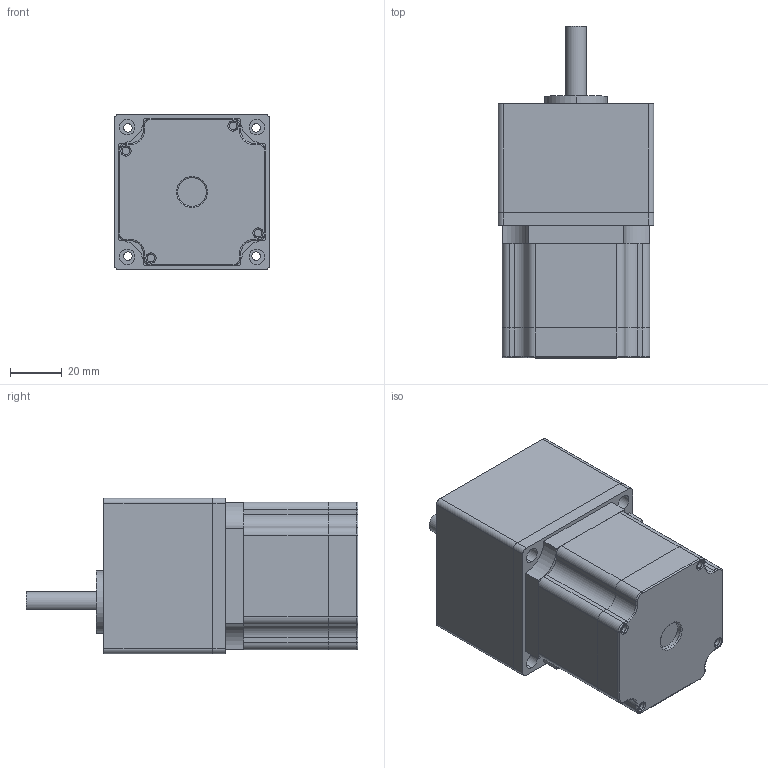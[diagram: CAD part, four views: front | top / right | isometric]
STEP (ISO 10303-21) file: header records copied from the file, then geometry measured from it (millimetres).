
FILE_DESCRIPTION (( 'STEP AP203' ), '1' );
FILE_NAME ('57HS5630A4G-.STEP', '2021-10-27T08:12:28', ( '' ), ( '' ), 'SwSTEP 2.0', 'SolidWorks 2018', '' );
FILE_SCHEMA (( 'CONFIG_CONTROL_DESIGN' ));
Length unit declared in the file: millimetre
Products named in the file (6): M3x51; 57笢56; 57HS5630A4G-; 錨璃2; 錨璃1; 57菁釱
Assembly tree (8 placements, depth 2):
  57HS5630A4G-
    57笢56
    57菁釱
    M3x51  x4
    錨璃2
    錨璃1
Bounding box: 60 x 128 x 60 mm (x, y, z)
Volume: 313140.3 mm3; surface area: 54741.4 mm2
Topology: 8 solids, 8 shells, 275 faces, 688 edges, 442 vertices
Faces by surface type: cylinder 131, plane 98, torus 30, bspline 8, cone 8
Entity records: 6669 total; most frequent: DIRECTION 1135, CARTESIAN_POINT 1028, ORIENTED_EDGE 974, EDGE_CURVE 487, AXIS2_PLACEMENT_3D 447, VERTEX_POINT 310, CIRCLE 244, VECTOR 241
